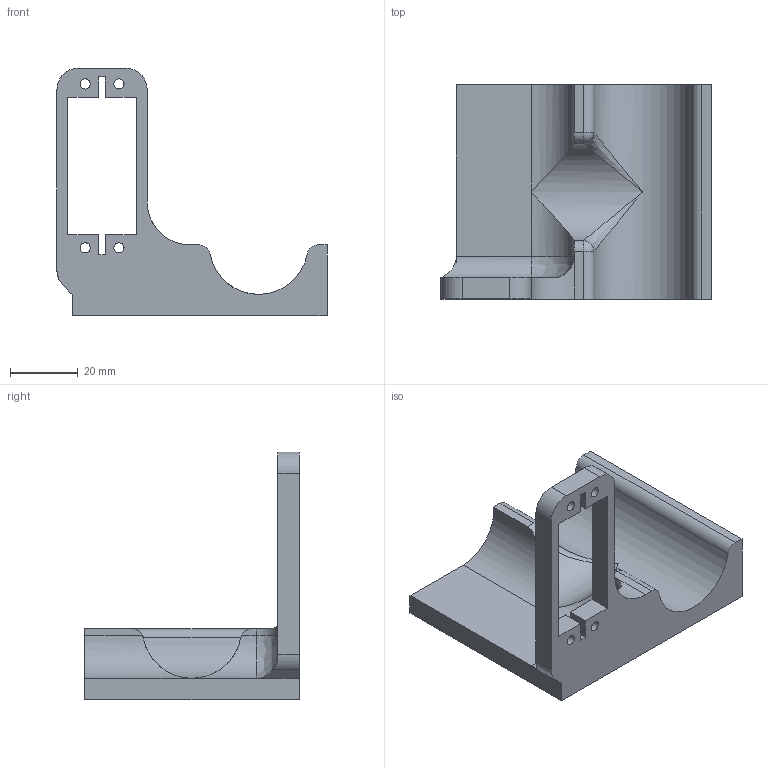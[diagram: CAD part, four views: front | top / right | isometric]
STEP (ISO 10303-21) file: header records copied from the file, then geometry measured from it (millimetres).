
FILE_DESCRIPTION(/* description */ (''),/* implementation_level */ '2;1');
FILE_NAME(/* name */ 'NetCapture.stp',/* time_stamp */ '2020-01-20T17:29:18-05:00',/* author */ ('User'),/* organization */ (''),/* preprocessor_version */ 'ST-DEVELOPER v17',/* originating_system */ 'Autodesk Inventor 2019',/* authorisation */ '');
FILE_SCHEMA (('AUTOMOTIVE_DESIGN { 1 0 10303 214 3 1 1 }'));
Length unit declared in the file: inch
Products named in the file (1): NetCapture
Bounding box: 79.9 x 63.5 x 73.28 mm (x, y, z)
Volume: 52628 mm3; surface area: 17903.5 mm2
Topology: 1 solids, 1 shells, 53 faces, 143 edges, 90 vertices
Faces by surface type: plane 28, cylinder 20, bspline 3, sphere 2
Full cylindrical faces by diameter (mm): 3 x4
Entity records: 1886 total; most frequent: CARTESIAN_POINT 503, ORIENTED_EDGE 282, DIRECTION 271, EDGE_CURVE 141, LINE 93, VECTOR 93, VERTEX_POINT 90, AXIS2_PLACEMENT_3D 89
